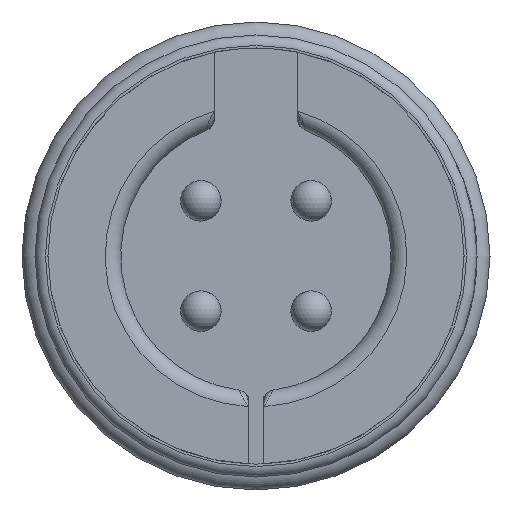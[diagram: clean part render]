
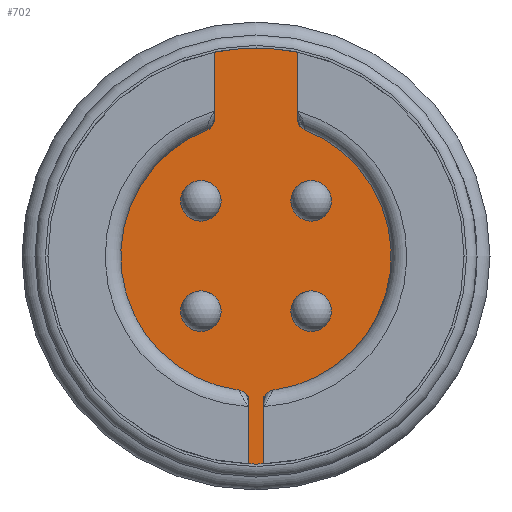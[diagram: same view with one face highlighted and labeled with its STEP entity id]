
A CAD part, left-side view. The second image highlights one B-rep face of the part: STEP entity #702.
In plain terms, the highlighted planar face has unit normal (-1, 0, 0).
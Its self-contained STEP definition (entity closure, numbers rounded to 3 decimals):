
#405=LINE('',#4589,#541);
#406=LINE('',#4590,#542);
#407=LINE('',#4591,#543);
#408=LINE('',#4592,#544);
#541=VECTOR('',#2831,1.);
#542=VECTOR('',#2832,1.);
#543=VECTOR('',#2833,1.);
#544=VECTOR('',#2834,1.);
#702=ADVANCED_FACE('',(#819,#820,#821,#822,#823),#771,.F.);
#771=PLANE('',#2306);
#819=FACE_BOUND('',#959,.T.);
#820=FACE_BOUND('',#960,.T.);
#821=FACE_BOUND('',#961,.T.);
#822=FACE_BOUND('',#962,.T.);
#823=FACE_BOUND('',#963,.T.);
#959=EDGE_LOOP('',(#1462));
#960=EDGE_LOOP('',(#1463));
#961=EDGE_LOOP('',(#1464));
#962=EDGE_LOOP('',(#1465));
#963=EDGE_LOOP('',(#1466,#1467,#1468,#1469,#1470,#1471,#1472,#1473));
#1462=ORIENTED_EDGE('',*,*,#2002,.T.);
#1463=ORIENTED_EDGE('',*,*,#2003,.T.);
#1464=ORIENTED_EDGE('',*,*,#2004,.T.);
#1465=ORIENTED_EDGE('',*,*,#2005,.T.);
#1466=ORIENTED_EDGE('',*,*,#1975,.T.);
#1467=ORIENTED_EDGE('',*,*,#2006,.T.);
#1468=ORIENTED_EDGE('',*,*,#1983,.T.);
#1469=ORIENTED_EDGE('',*,*,#2007,.T.);
#1470=ORIENTED_EDGE('',*,*,#1999,.T.);
#1471=ORIENTED_EDGE('',*,*,#2008,.F.);
#1472=ORIENTED_EDGE('',*,*,#1979,.F.);
#1473=ORIENTED_EDGE('',*,*,#2009,.F.);
#1714=VERTEX_POINT('',#4438);
#1715=VERTEX_POINT('',#4440);
#1716=VERTEX_POINT('',#4462);
#1717=VERTEX_POINT('',#4464);
#1718=VERTEX_POINT('',#4466);
#1721=VERTEX_POINT('',#4472);
#1734=VERTEX_POINT('',#4543);
#1735=VERTEX_POINT('',#4544);
#1736=VERTEX_POINT('',#4582);
#1737=VERTEX_POINT('',#4584);
#1738=VERTEX_POINT('',#4586);
#1739=VERTEX_POINT('',#4588);
#1975=EDGE_CURVE('',#1715,#1714,#2101,.T.);
#1979=EDGE_CURVE('',#1717,#1718,#2102,.T.);
#1983=EDGE_CURVE('',#1716,#1721,#2104,.T.);
#1999=EDGE_CURVE('',#1734,#1735,#2110,.T.);
#2002=EDGE_CURVE('',#1736,#1736,#2111,.T.);
#2003=EDGE_CURVE('',#1737,#1737,#2112,.T.);
#2004=EDGE_CURVE('',#1738,#1738,#2113,.T.);
#2005=EDGE_CURVE('',#1739,#1739,#2114,.T.);
#2006=EDGE_CURVE('',#1714,#1716,#405,.T.);
#2007=EDGE_CURVE('',#1721,#1734,#406,.T.);
#2008=EDGE_CURVE('',#1718,#1735,#407,.T.);
#2009=EDGE_CURVE('',#1715,#1717,#408,.T.);
#2101=CIRCLE('',#2285,2.7);
#2102=CIRCLE('',#2287,4.);
#2104=CIRCLE('',#2289,4.);
#2110=CIRCLE('',#2300,2.7);
#2111=CIRCLE('',#2302,0.39);
#2112=CIRCLE('',#2303,0.39);
#2113=CIRCLE('',#2304,0.39);
#2114=CIRCLE('',#2305,0.39);
#2285=AXIS2_PLACEMENT_3D('',#4439,#2779,#2780);
#2287=AXIS2_PLACEMENT_3D('',#4465,#2785,#2786);
#2289=AXIS2_PLACEMENT_3D('',#4473,#2791,#2792);
#2300=AXIS2_PLACEMENT_3D('',#4542,#2819,#2820);
#2302=AXIS2_PLACEMENT_3D('',#4581,#2823,#2824);
#2303=AXIS2_PLACEMENT_3D('',#4583,#2825,#2826);
#2304=AXIS2_PLACEMENT_3D('',#4585,#2827,#2828);
#2305=AXIS2_PLACEMENT_3D('',#4587,#2829,#2830);
#2306=AXIS2_PLACEMENT_3D('',#4593,#2835,#2836);
#2779=DIRECTION('',(-1.,0.,0.));
#2780=DIRECTION('',(0.,0.,-1.));
#2785=DIRECTION('',(1.,0.,0.));
#2786=DIRECTION('',(0.,0.,1.));
#2791=DIRECTION('',(-1.,0.,0.));
#2792=DIRECTION('',(0.,0.,1.));
#2819=DIRECTION('',(-1.,0.,0.));
#2820=DIRECTION('',(0.,0.,-1.));
#2823=DIRECTION('',(1.,0.,0.));
#2824=DIRECTION('',(0.,0.,-1.));
#2825=DIRECTION('',(1.,0.,0.));
#2826=DIRECTION('',(0.,0.,-1.));
#2827=DIRECTION('',(1.,0.,0.));
#2828=DIRECTION('',(0.,0.,-1.));
#2829=DIRECTION('',(1.,0.,0.));
#2830=DIRECTION('',(0.,0.,-1.));
#2831=DIRECTION('',(0.,0.,-1.));
#2832=DIRECTION('',(0.,0.,1.));
#2833=DIRECTION('',(0.,0.,-1.));
#2834=DIRECTION('',(0.,0.,1.));
#2835=DIRECTION('',(1.,0.,0.));
#2836=DIRECTION('',(0.,0.,-1.));
#4438=CARTESIAN_POINT('',(4.5,0.15,-2.696));
#4439=CARTESIAN_POINT('',(4.5,0.,0.));
#4440=CARTESIAN_POINT('',(4.5,0.8,2.579));
#4462=CARTESIAN_POINT('',(4.5,0.15,-3.997));
#4464=CARTESIAN_POINT('',(4.5,0.8,3.919));
#4465=CARTESIAN_POINT('',(4.5,0.,0.));
#4466=CARTESIAN_POINT('',(4.5,-0.8,3.919));
#4472=CARTESIAN_POINT('',(4.5,-0.15,-3.997));
#4473=CARTESIAN_POINT('',(4.5,0.,0.));
#4542=CARTESIAN_POINT('',(4.5,0.,0.));
#4543=CARTESIAN_POINT('',(4.5,-0.15,-2.696));
#4544=CARTESIAN_POINT('',(4.5,-0.8,2.579));
#4581=CARTESIAN_POINT('',(4.5,-1.06,-1.06));
#4582=CARTESIAN_POINT('',(4.5,-1.06,-1.45));
#4583=CARTESIAN_POINT('',(4.5,-1.06,1.06));
#4584=CARTESIAN_POINT('',(4.5,-1.06,0.67));
#4585=CARTESIAN_POINT('',(4.5,1.06,1.06));
#4586=CARTESIAN_POINT('',(4.5,1.06,0.67));
#4587=CARTESIAN_POINT('',(4.5,1.06,-1.06));
#4588=CARTESIAN_POINT('',(4.5,1.06,-1.45));
#4589=CARTESIAN_POINT('',(4.5,0.15,-2.596));
#4590=CARTESIAN_POINT('',(4.5,-0.15,-3.997));
#4591=CARTESIAN_POINT('',(4.5,-0.8,3.919));
#4592=CARTESIAN_POINT('',(4.5,0.8,2.474));
#4593=CARTESIAN_POINT('',(4.5,0.,0.));
